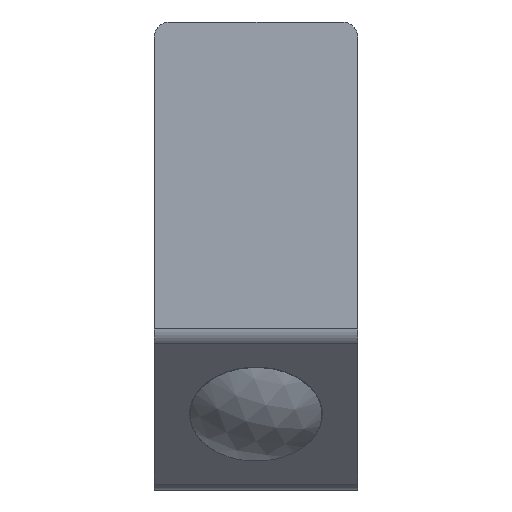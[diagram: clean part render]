
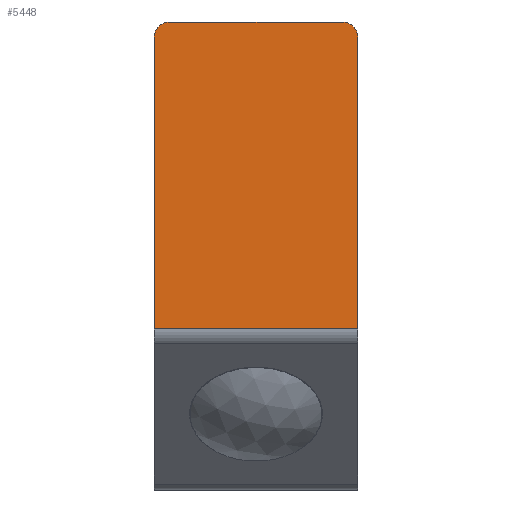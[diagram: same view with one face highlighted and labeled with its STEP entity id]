
A CAD part, left-side view. The second image highlights one B-rep face of the part: STEP entity #5448.
In plain terms, the highlighted planar face has unit normal (-1, 0, 0).
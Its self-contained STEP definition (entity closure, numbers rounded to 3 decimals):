
#126 = DIRECTION ( 'NONE',  ( 0., 0., 1. ) ) ;
#619 = ORIENTED_EDGE ( 'NONE', *, *, #18362, .F. ) ;
#1378 = FACE_OUTER_BOUND ( 'NONE', #32809, .T. ) ;
#1554 = VECTOR ( 'NONE', #126, 1000. ) ;
#2461 = DIRECTION ( 'NONE',  ( 1., 0., 0. ) ) ;
#2874 = CIRCLE ( 'NONE', #6761, 1.5 ) ;
#5006 = VECTOR ( 'NONE', #10753, 1000. ) ;
#5448 = ADVANCED_FACE ( 'NONE', ( #1378 ), #48031, .F. ) ;
#5643 = CARTESIAN_POINT ( 'NONE',  ( 0., 10., 15.828 ) ) ;
#5768 = ORIENTED_EDGE ( 'NONE', *, *, #39650, .T. ) ;
#6761 = AXIS2_PLACEMENT_3D ( 'NONE', #23084, #41762, #55491 ) ;
#7185 = LINE ( 'NONE', #55481, #1554 ) ;
#7482 = CARTESIAN_POINT ( 'NONE',  ( 0., 8.5, 44.5 ) ) ;
#10753 = DIRECTION ( 'NONE',  ( 0., -1., 0. ) ) ;
#12080 = DIRECTION ( 'NONE',  ( -1., 0., 0. ) ) ;
#12974 = VECTOR ( 'NONE', #40373, 1000. ) ;
#13837 = CARTESIAN_POINT ( 'NONE',  ( 0., -10., 15.828 ) ) ;
#16462 = VECTOR ( 'NONE', #43327, 1000. ) ;
#17805 = LINE ( 'NONE', #20135, #5006 ) ;
#18190 = CARTESIAN_POINT ( 'NONE',  ( 0., -10., 44.5 ) ) ;
#18362 = EDGE_CURVE ( 'NONE', #35549, #43821, #17805, .T. ) ;
#19314 = LINE ( 'NONE', #57062, #16462 ) ;
#20135 = CARTESIAN_POINT ( 'NONE',  ( 0., 10., 46. ) ) ;
#23084 = CARTESIAN_POINT ( 'NONE',  ( 0., -8.5, 44.5 ) ) ;
#23253 = ORIENTED_EDGE ( 'NONE', *, *, #50361, .T. ) ;
#25640 = VERTEX_POINT ( 'NONE', #13837 ) ;
#28720 = VERTEX_POINT ( 'NONE', #5643 ) ;
#32080 = AXIS2_PLACEMENT_3D ( 'NONE', #7482, #12080, #34746 ) ;
#32809 = EDGE_LOOP ( 'NONE', ( #46768, #23253, #5768, #50947, #619, #56694 ) ) ;
#34746 = DIRECTION ( 'NONE',  ( 0., 0., -1. ) ) ;
#35549 = VERTEX_POINT ( 'NONE', #46148 ) ;
#39650 = EDGE_CURVE ( 'NONE', #25640, #42681, #19314, .T. ) ;
#40373 = DIRECTION ( 'NONE',  ( 0., -1., 0. ) ) ;
#41762 = DIRECTION ( 'NONE',  ( -1., 0., 0. ) ) ;
#42681 = VERTEX_POINT ( 'NONE', #18190 ) ;
#43327 = DIRECTION ( 'NONE',  ( 0., 0., 1. ) ) ;
#43821 = VERTEX_POINT ( 'NONE', #47906 ) ;
#46148 = CARTESIAN_POINT ( 'NONE',  ( 0., 8.5, 46. ) ) ;
#46766 = VERTEX_POINT ( 'NONE', #51049 ) ;
#46768 = ORIENTED_EDGE ( 'NONE', *, *, #51319, .F. ) ;
#47850 = CARTESIAN_POINT ( 'NONE',  ( 0., 10., 46. ) ) ;
#47906 = CARTESIAN_POINT ( 'NONE',  ( 0., -8.5, 46. ) ) ;
#48031 = PLANE ( 'NONE',  #52557 ) ;
#50361 = EDGE_CURVE ( 'NONE', #28720, #25640, #52348, .T. ) ;
#50947 = ORIENTED_EDGE ( 'NONE', *, *, #52469, .T. ) ;
#51049 = CARTESIAN_POINT ( 'NONE',  ( 0., 10., 44.5 ) ) ;
#51319 = EDGE_CURVE ( 'NONE', #28720, #46766, #7185, .T. ) ;
#52348 = LINE ( 'NONE', #53712, #12974 ) ;
#52469 = EDGE_CURVE ( 'NONE', #42681, #43821, #2874, .T. ) ;
#52557 = AXIS2_PLACEMENT_3D ( 'NONE', #47850, #2461, #57193 ) ;
#53429 = EDGE_CURVE ( 'NONE', #35549, #46766, #57119, .T. ) ;
#53712 = CARTESIAN_POINT ( 'NONE',  ( 0., 10., 15.828 ) ) ;
#55481 = CARTESIAN_POINT ( 'NONE',  ( 0., 10., 46. ) ) ;
#55491 = DIRECTION ( 'NONE',  ( 0., 0., -1. ) ) ;
#56694 = ORIENTED_EDGE ( 'NONE', *, *, #53429, .T. ) ;
#57062 = CARTESIAN_POINT ( 'NONE',  ( 0., -10., 46. ) ) ;
#57119 = CIRCLE ( 'NONE', #32080, 1.5 ) ;
#57193 = DIRECTION ( 'NONE',  ( 0., 0., -1. ) ) ;
